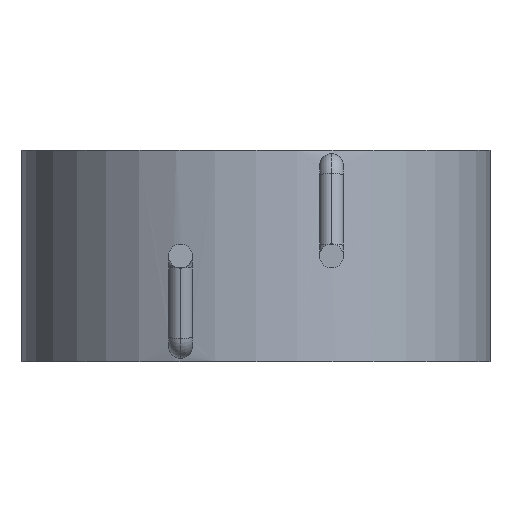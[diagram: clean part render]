
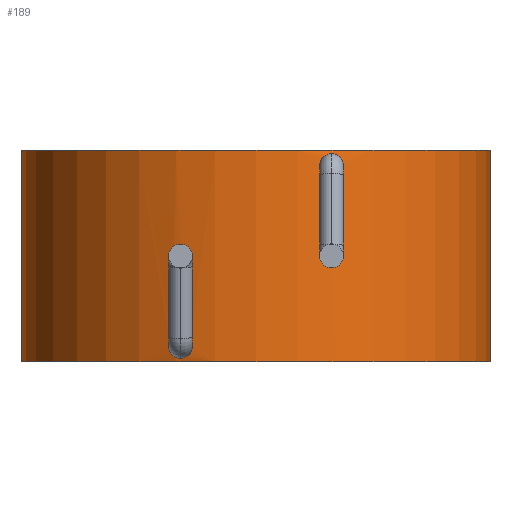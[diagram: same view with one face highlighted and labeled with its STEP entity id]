
A CAD part, front view. The second image highlights one B-rep face of the part: STEP entity #189.
In plain terms, the highlighted cylindrical face has radius 7.75 mm (diameter 15.5 mm), a partial arc.
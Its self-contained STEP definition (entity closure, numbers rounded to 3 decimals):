
#3 = EDGE_CURVE ( 'NONE', #61, #339, #21, .T. ) ;
#21 = CIRCLE ( 'NONE', #712, 7.75 ) ;
#23 = DIRECTION ( 'NONE',  ( 0., 0., -1. ) ) ;
#27 = CARTESIAN_POINT ( 'NONE',  ( -2.5, 3.414, -2.61 ) ) ;
#42 = CARTESIAN_POINT ( 'NONE',  ( 7.75, 10.75, 3.5 ) ) ;
#55 = B_SPLINE_CURVE_WITH_KNOTS ( 'NONE', 3,
 ( #299, #269, #340, #368, #387, #714, #423, #425, #437, #438 ),
 .UNSPECIFIED., .F., .F.,
 ( 4, 2, 2, 2, 4 ),
 ( 0., 0., 0.001, 0.001, 0.001 ),
 .UNSPECIFIED. ) ;
#56 = CIRCLE ( 'NONE', #422, 7.75 ) ;
#61 = VERTEX_POINT ( 'NONE', #451 ) ;
#86 = CARTESIAN_POINT ( 'NONE',  ( -2.5, 3.414, -3.39 ) ) ;
#87 = VERTEX_POINT ( 'NONE', #689 ) ;
#100 = CARTESIAN_POINT ( 'NONE',  ( -2.301, 3.349, -2.65 ) ) ;
#109 = CARTESIAN_POINT ( 'NONE',  ( 2.5, 3.414, 2.61 ) ) ;
#144 = CARTESIAN_POINT ( 'NONE',  ( -7.75, 10.75, 3.5 ) ) ;
#153 = CARTESIAN_POINT ( 'NONE',  ( 2.845, 3.541, 2.791 ) ) ;
#174 = CARTESIAN_POINT ( 'NONE',  ( 2.155, 3.305, 3.209 ) ) ;
#186 = DIRECTION ( 'NONE',  ( 0., 0., -1. ) ) ;
#188 = EDGE_CURVE ( 'NONE', #634, #195, #643, .T. ) ;
#189 = ADVANCED_FACE ( 'NONE', ( #620, #570, #551 ), #698, .T. ) ;
#195 = VERTEX_POINT ( 'NONE', #706 ) ;
#201 = CARTESIAN_POINT ( 'NONE',  ( 2.11, 3.293, 3.106 ) ) ;
#203 = CARTESIAN_POINT ( 'NONE',  ( 2.89, 3.559, 3.104 ) ) ;
#205 = DIRECTION ( 'NONE',  ( 1., 0., 0. ) ) ;
#212 = CARTESIAN_POINT ( 'NONE',  ( 2.11, 3.293, 2.896 ) ) ;
#214 = CARTESIAN_POINT ( 'NONE',  ( 2.699, 3.485, 2.649 ) ) ;
#223 = CARTESIAN_POINT ( 'NONE',  ( 2.5, 3.414, 3.39 ) ) ;
#226 = CARTESIAN_POINT ( 'NONE',  ( 2.154, 3.305, 2.792 ) ) ;
#249 = ORIENTED_EDGE ( 'NONE', *, *, #630, .T. ) ;
#258 = ORIENTED_EDGE ( 'NONE', *, *, #3, .F. ) ;
#259 = B_SPLINE_CURVE_WITH_KNOTS ( 'NONE', 3,
 ( #686, #683, #289, #174, #201, #212, #226, #336, #557, #399 ),
 .UNSPECIFIED., .F., .F.,
 ( 4, 2, 2, 2, 4 ),
 ( 0.001, 0.002, 0.002, 0.002, 0.003 ),
 .UNSPECIFIED. ) ;
#260 = CARTESIAN_POINT ( 'NONE',  ( 2.845, 3.541, 3.208 ) ) ;
#269 = CARTESIAN_POINT ( 'NONE',  ( -2.601, 3.449, -2.61 ) ) ;
#283 = CARTESIAN_POINT ( 'NONE',  ( 7.75, 10.75, 3.5 ) ) ;
#288 = VERTEX_POINT ( 'NONE', #223 ) ;
#289 = CARTESIAN_POINT ( 'NONE',  ( 2.301, 3.349, 3.35 ) ) ;
#299 = CARTESIAN_POINT ( 'NONE',  ( -2.5, 3.414, -2.61 ) ) ;
#327 = ORIENTED_EDGE ( 'NONE', *, *, #604, .F. ) ;
#336 = CARTESIAN_POINT ( 'NONE',  ( 2.301, 3.349, 2.65 ) ) ;
#339 = VERTEX_POINT ( 'NONE', #283 ) ;
#340 = CARTESIAN_POINT ( 'NONE',  ( -2.699, 3.485, -2.649 ) ) ;
#347 = ORIENTED_EDGE ( 'NONE', *, *, #701, .F. ) ;
#349 = CARTESIAN_POINT ( 'NONE',  ( 2.5, 3.414, 2.61 ) ) ;
#350 = CARTESIAN_POINT ( 'NONE',  ( 2.599, 3.448, 3.39 ) ) ;
#351 = CARTESIAN_POINT ( 'NONE',  ( 0., 10.75, 3.5 ) ) ;
#357 = CARTESIAN_POINT ( 'NONE',  ( 2.5, 3.414, 3.39 ) ) ;
#366 = CARTESIAN_POINT ( 'NONE',  ( -2.11, 3.293, -2.896 ) ) ;
#368 = CARTESIAN_POINT ( 'NONE',  ( -2.845, 3.541, -2.791 ) ) ;
#369 = DIRECTION ( 'NONE',  ( 0., 0., 1. ) ) ;
#386 = VERTEX_POINT ( 'NONE', #109 ) ;
#387 = CARTESIAN_POINT ( 'NONE',  ( -2.89, 3.559, -2.894 ) ) ;
#397 = LINE ( 'NONE', #144, #520 ) ;
#399 = CARTESIAN_POINT ( 'NONE',  ( 2.5, 3.414, 2.61 ) ) ;
#401 = CARTESIAN_POINT ( 'NONE',  ( -2.155, 3.305, -3.209 ) ) ;
#403 = CARTESIAN_POINT ( 'NONE',  ( -2.11, 3.293, -3.106 ) ) ;
#407 = EDGE_CURVE ( 'NONE', #195, #634, #55, .T. ) ;
#409 = EDGE_CURVE ( 'NONE', #622, #87, #56, .T. ) ;
#422 = AXIS2_PLACEMENT_3D ( 'NONE', #481, #494, #497 ) ;
#423 = CARTESIAN_POINT ( 'NONE',  ( -2.845, 3.541, -3.208 ) ) ;
#425 = CARTESIAN_POINT ( 'NONE',  ( -2.698, 3.484, -3.351 ) ) ;
#435 = EDGE_LOOP ( 'NONE', ( #327, #258, #249, #521 ) ) ;
#437 = CARTESIAN_POINT ( 'NONE',  ( -2.599, 3.448, -3.39 ) ) ;
#438 = CARTESIAN_POINT ( 'NONE',  ( -2.5, 3.414, -3.39 ) ) ;
#451 = CARTESIAN_POINT ( 'NONE',  ( -7.75, 10.75, 3.5 ) ) ;
#457 = CARTESIAN_POINT ( 'NONE',  ( -2.401, 3.381, -3.39 ) ) ;
#471 = CARTESIAN_POINT ( 'NONE',  ( -2.4, 3.38, -2.61 ) ) ;
#478 = CARTESIAN_POINT ( 'NONE',  ( 0., 10.75, 3.5 ) ) ;
#481 = CARTESIAN_POINT ( 'NONE',  ( 0., 10.75, -3.5 ) ) ;
#484 = CARTESIAN_POINT ( 'NONE',  ( -2.5, 3.414, -3.39 ) ) ;
#488 = CARTESIAN_POINT ( 'NONE',  ( 2.89, 3.559, 2.894 ) ) ;
#493 = EDGE_CURVE ( 'NONE', #288, #386, #259, .T. ) ;
#494 = DIRECTION ( 'NONE',  ( 0., 0., 1. ) ) ;
#497 = DIRECTION ( 'NONE',  ( 1., 0., 0. ) ) ;
#505 = B_SPLINE_CURVE_WITH_KNOTS ( 'NONE', 3,
 ( #349, #637, #214, #153, #488, #203, #260, #700, #350, #357 ),
 .UNSPECIFIED., .F., .F.,
 ( 4, 2, 2, 2, 4 ),
 ( 0., 0., 0.001, 0.001, 0.001 ),
 .UNSPECIFIED. ) ;
#520 = VECTOR ( 'NONE', #23, 1000. ) ;
#521 = ORIENTED_EDGE ( 'NONE', *, *, #409, .T. ) ;
#536 = DIRECTION ( 'NONE',  ( 0., 0., -1. ) ) ;
#551 = FACE_BOUND ( 'NONE', #611, .T. ) ;
#557 = CARTESIAN_POINT ( 'NONE',  ( 2.4, 3.38, 2.61 ) ) ;
#570 = FACE_BOUND ( 'NONE', #609, .T. ) ;
#585 = DIRECTION ( 'NONE',  ( -1., 0., 0. ) ) ;
#600 = ORIENTED_EDGE ( 'NONE', *, *, #493, .F. ) ;
#604 = EDGE_CURVE ( 'NONE', #339, #87, #677, .T. ) ;
#607 = VECTOR ( 'NONE', #186, 1000. ) ;
#609 = EDGE_LOOP ( 'NONE', ( #347, #600 ) ) ;
#611 = EDGE_LOOP ( 'NONE', ( #667, #656 ) ) ;
#620 = FACE_OUTER_BOUND ( 'NONE', #435, .T. ) ;
#622 = VERTEX_POINT ( 'NONE', #639 ) ;
#626 = AXIS2_PLACEMENT_3D ( 'NONE', #351, #536, #585 ) ;
#628 = CARTESIAN_POINT ( 'NONE',  ( -2.301, 3.349, -3.35 ) ) ;
#630 = EDGE_CURVE ( 'NONE', #61, #622, #397, .T. ) ;
#634 = VERTEX_POINT ( 'NONE', #484 ) ;
#637 = CARTESIAN_POINT ( 'NONE',  ( 2.601, 3.449, 2.61 ) ) ;
#639 = CARTESIAN_POINT ( 'NONE',  ( -7.75, 10.75, -3.5 ) ) ;
#643 = B_SPLINE_CURVE_WITH_KNOTS ( 'NONE', 3,
 ( #86, #457, #628, #401, #403, #366, #684, #100, #471, #27 ),
 .UNSPECIFIED., .F., .F.,
 ( 4, 2, 2, 2, 4 ),
 ( 0.001, 0.002, 0.002, 0.002, 0.003 ),
 .UNSPECIFIED. ) ;
#656 = ORIENTED_EDGE ( 'NONE', *, *, #188, .F. ) ;
#667 = ORIENTED_EDGE ( 'NONE', *, *, #407, .F. ) ;
#677 = LINE ( 'NONE', #42, #607 ) ;
#683 = CARTESIAN_POINT ( 'NONE',  ( 2.401, 3.381, 3.39 ) ) ;
#684 = CARTESIAN_POINT ( 'NONE',  ( -2.154, 3.305, -2.792 ) ) ;
#686 = CARTESIAN_POINT ( 'NONE',  ( 2.5, 3.414, 3.39 ) ) ;
#689 = CARTESIAN_POINT ( 'NONE',  ( 7.75, 10.75, -3.5 ) ) ;
#698 = CYLINDRICAL_SURFACE ( 'NONE', #626, 7.75 ) ;
#700 = CARTESIAN_POINT ( 'NONE',  ( 2.698, 3.484, 3.351 ) ) ;
#701 = EDGE_CURVE ( 'NONE', #386, #288, #505, .T. ) ;
#706 = CARTESIAN_POINT ( 'NONE',  ( -2.5, 3.414, -2.61 ) ) ;
#712 = AXIS2_PLACEMENT_3D ( 'NONE', #478, #369, #205 ) ;
#714 = CARTESIAN_POINT ( 'NONE',  ( -2.89, 3.559, -3.104 ) ) ;
